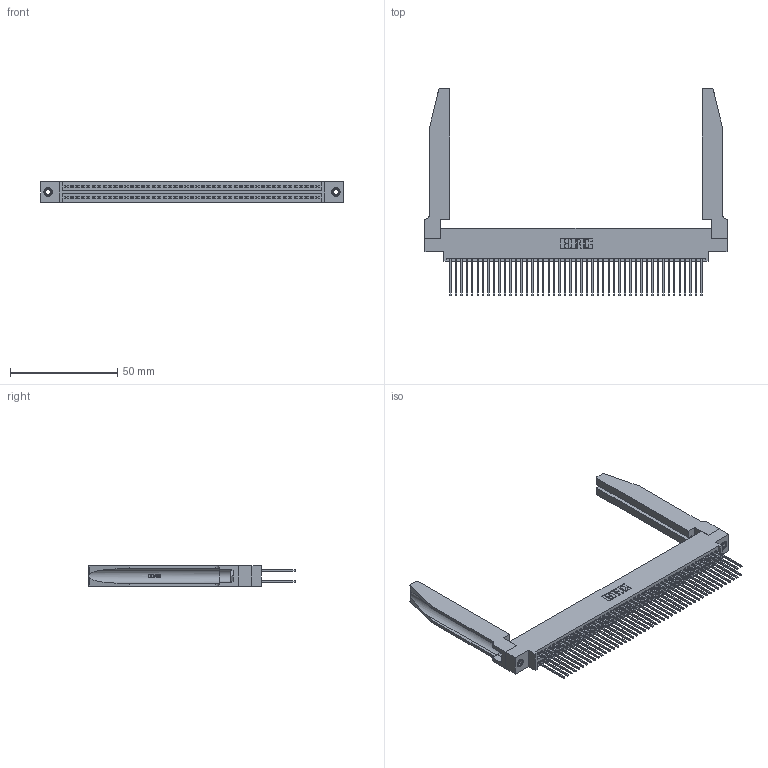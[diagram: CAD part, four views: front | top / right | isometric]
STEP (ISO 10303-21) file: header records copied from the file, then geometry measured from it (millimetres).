
FILE_DESCRIPTION (( 'STEP AP203' ), '1' );
FILE_NAME ('395-094-542-878.STEP', '2019-10-25T22:24:08', ( '' ), ( '' ), 'SwSTEP 2.0', 'SolidWorks 2016', '' );
FILE_SCHEMA (( 'CONFIG_CONTROL_DESIGN' ));
Length unit declared in the file: inch
Products named in the file (5): 395-094-542-878; 345 Part_0.170 Offset - 0.156 Dia-TH; 345-292-001_345-293-142; 345-250-001_345-250-001-102; 345-220-078_345-220-078
Assembly tree (99 placements, depth 2):
  395-094-542-878
    345 Part_0.170 Offset - 0.156 Dia-TH
    345-292-001_345-293-142  x94
    345-250-001_345-250-001-102  x2
    345-220-078_345-220-078  x2
Bounding box: 140.61 x 96.57 x 9.4 mm (x, y, z)
Volume: 21801.1 mm3; surface area: 29866.2 mm2
Topology: 99 solids, 99 shells, 5064 faces, 14967 edges, 9842 vertices
Faces by surface type: plane 3328, cylinder 1684, bspline 36, cone 12, torus 4
Entity records: 41094 total; most frequent: CARTESIAN_POINT 7803, ORIENTED_EDGE 6634, DIRECTION 5867, EDGE_CURVE 3317, VECTOR 2903, LINE 2903, VERTEX_POINT 2204, AXIS2_PLACEMENT_3D 1482
